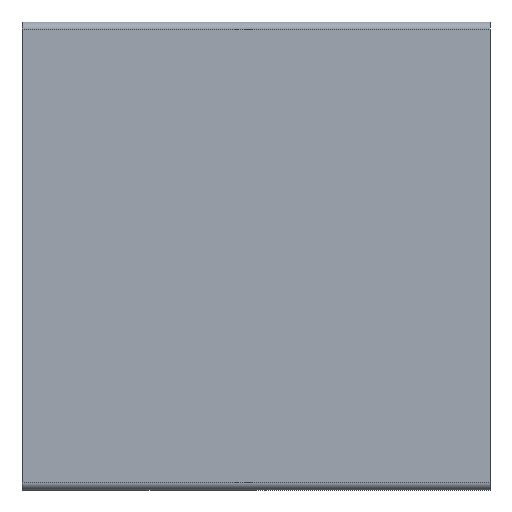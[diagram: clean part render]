
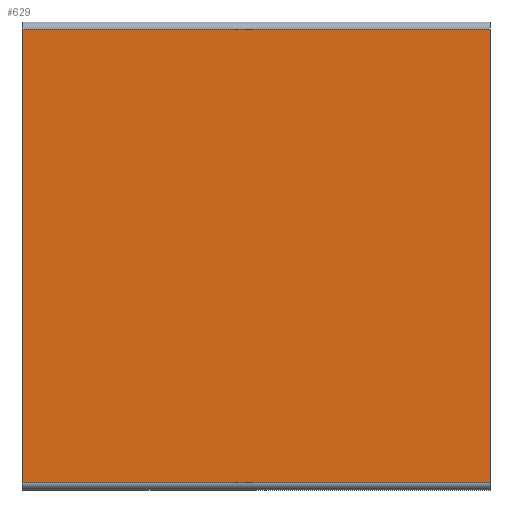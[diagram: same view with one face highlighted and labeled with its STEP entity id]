
A CAD part, left-side view. The second image highlights one B-rep face of the part: STEP entity #629.
In plain terms, the highlighted planar face has unit normal (-1, 0, 0).
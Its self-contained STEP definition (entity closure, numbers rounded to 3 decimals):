
#15=DIRECTION('',(0.,0.,1.));
#16=VECTOR('',#15,97.);
#17=CARTESIAN_POINT('',(-50.,-50.,-48.5));
#18=LINE('',#17,#16);
#125=DIRECTION('',(0.,0.,1.));
#126=VECTOR('',#125,97.);
#127=CARTESIAN_POINT('',(-50.,50.,-48.5));
#128=LINE('',#127,#126);
#234=DIRECTION('',(0.,-1.,0.));
#235=VECTOR('',#234,100.);
#236=CARTESIAN_POINT('',(-50.,50.,48.5));
#237=LINE('',#236,#235);
#238=DIRECTION('',(0.,-1.,0.));
#239=VECTOR('',#238,100.);
#240=CARTESIAN_POINT('',(-50.,50.,-48.5));
#241=LINE('',#240,#239);
#259=CARTESIAN_POINT('',(-50.,-50.,48.5));
#261=VERTEX_POINT('',#259);
#262=CARTESIAN_POINT('',(-50.,50.,48.5));
#263=VERTEX_POINT('',#262);
#282=CARTESIAN_POINT('',(-50.,-50.,-48.5));
#284=VERTEX_POINT('',#282);
#288=CARTESIAN_POINT('',(-50.,50.,-48.5));
#289=VERTEX_POINT('',#288);
#617=CARTESIAN_POINT('',(-50.,-50.,-50.));
#618=DIRECTION('',(-1.,0.,0.));
#619=DIRECTION('',(0.,0.,1.));
#620=AXIS2_PLACEMENT_3D('',#617,#618,#619);
#621=PLANE('',#620);
#623=ORIENTED_EDGE('',*,*,#622,.T.);
#624=ORIENTED_EDGE('',*,*,#349,.F.);
#625=ORIENTED_EDGE('',*,*,#612,.F.);
#626=ORIENTED_EDGE('',*,*,#439,.T.);
#627=EDGE_LOOP('',(#623,#624,#625,#626));
#628=FACE_OUTER_BOUND('',#627,.F.);
#629=ADVANCED_FACE('',(#628),#621,.T.);
#349=EDGE_CURVE('',#284,#261,#18,.T.);
#439=EDGE_CURVE('',#289,#263,#128,.T.);
#612=EDGE_CURVE('',#289,#284,#241,.T.);
#622=EDGE_CURVE('',#263,#261,#237,.T.);
